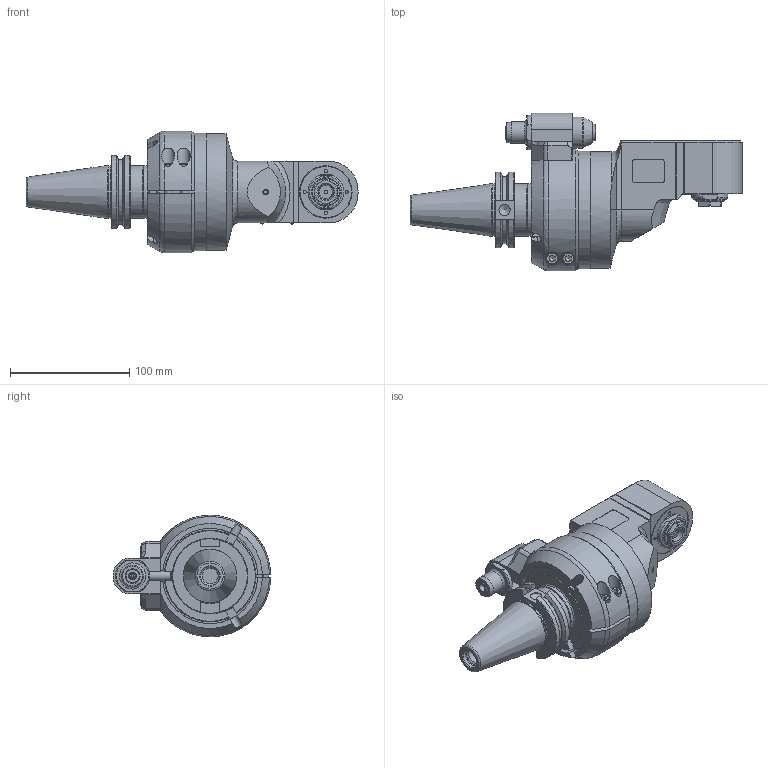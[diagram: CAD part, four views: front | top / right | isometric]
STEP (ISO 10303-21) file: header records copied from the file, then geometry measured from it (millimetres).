
FILE_DESCRIPTION(/* description */ (''),/* implementation_level */ '2;1');
FILE_NAME(/* name */ '9.FR9.10000-1C40.stp',/* time_stamp */ '2024-09-27T10:40:38-04:00',/* author */ ('jkrenzer'),/* organization */ (''),/* preprocessor_version */ 'ST-DEVELOPER v18.1',/* originating_system */ 'Autodesk Inventor 2022',/* authorisation */ '');
FILE_SCHEMA (('AUTOMOTIVE_DESIGN { 1 0 10303 214 3 1 1 }'));
Products named in the file (8): 9.FR9.10000-1C40; 9.FR9.10000; 9_GA1_446_2_1_C40; 9FL1ATC; 9F18T165_ASM; 9F18T165A; 9F18T100; 9CT401ATC
Assembly tree (7 placements, depth 4):
  9.FR9.10000-1C40
    9.FR9.10000
    9_GA1_446_2_1_C40
      9FL1ATC
      9F18T165_ASM
        9F18T165A
        9F18T100
      9CT401ATC
Bounding box: 278.55 x 132.23 x 101.99 mm (x, y, z)
Volume: 970635 mm3; surface area: 157929.6 mm2
Topology: 5 solids, 6 shells, 570 faces, 1387 edges, 889 vertices
Faces by surface type: plane 242, cylinder 161, cone 137, torus 22, bspline 6, sphere 2
Full cylindrical faces by diameter (mm): 2.5 x3, 2.6 x10, 3 x4, 3.3 x1, 4.2 x2, 4.5 x1, 5 x7, 6 x4, 6.5 x1, 7 x1, 8 x2, 8.5 x22, 9.525 x1, 10 x4, 10.25 x1, 10.4 x2, 11 x3, 12 x2, 12.5 x1, 13 x2, 13.376 x1, 14 x1, 16.281 x1, 16.5 x1, 16.8 x1, 17.943 x1, 18 x1, 23 x1, 24 x1, 24.5 x1
Entity records: 47240 total; most frequent: CARTESIAN_POINT 33395, DIRECTION 2801, ORIENTED_EDGE 2694, EDGE_CURVE 1347, AXIS2_PLACEMENT_3D 1081, VERTEX_POINT 889, EDGE_LOOP 679, LINE 639
